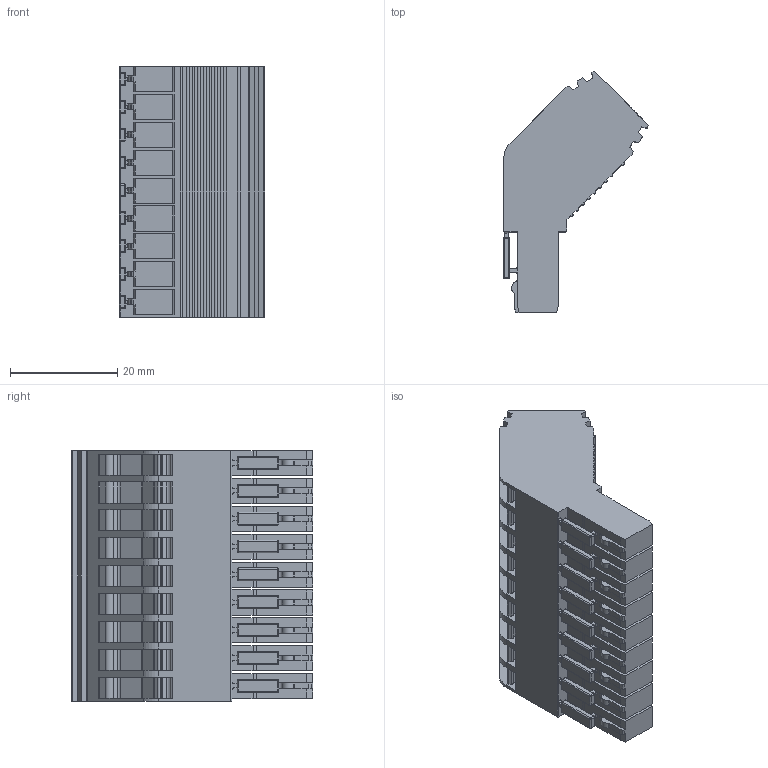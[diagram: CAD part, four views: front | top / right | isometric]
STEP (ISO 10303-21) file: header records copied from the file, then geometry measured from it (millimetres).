
FILE_DESCRIPTION (( 'STEP AP214' ), '1' );
FILE_NAME ('310749_SG_PT 2.5_AN_9_Grey.STEP', '2017-09-27T11:30:51', ( '' ), ( '' ), 'SwSTEP 2.0', 'SolidWorks 2017', '' );
FILE_SCHEMA (( 'AUTOMOTIVE_DESIGN' ));
Length unit declared in the file: millimetre
Products named in the file (1): 310749_SG_PT 2.5_AN_9_Grey
Bounding box: 27.16 x 45.07 x 46.8 mm (x, y, z)
Volume: 26376 mm3; surface area: 10597.6 mm2
Topology: 1 solids, 1 shells, 1134 faces, 3105 edges, 1944 vertices
Faces by surface type: plane 653, cylinder 409, bspline 72
Entity records: 35965 total; most frequent: CARTESIAN_POINT 7246, ORIENTED_EDGE 6066, DIRECTION 5959, EDGE_CURVE 3033, LINE 2197, VECTOR 2197, VERTEX_POINT 1944, AXIS2_PLACEMENT_3D 1881
